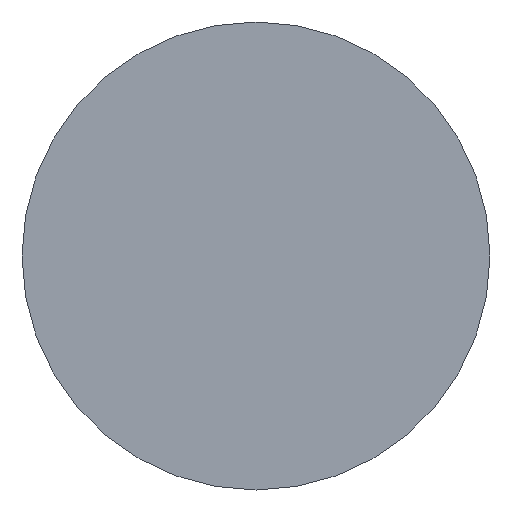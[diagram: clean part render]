
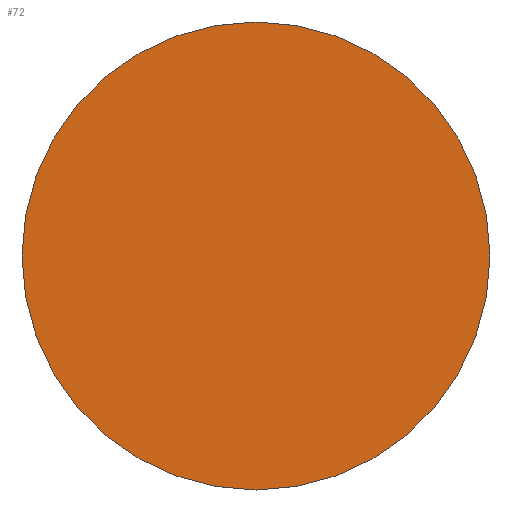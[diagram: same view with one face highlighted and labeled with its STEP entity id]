
A CAD part, left-side view. The second image highlights one B-rep face of the part: STEP entity #72.
In plain terms, the highlighted planar face has unit normal (-1, 0, 0).
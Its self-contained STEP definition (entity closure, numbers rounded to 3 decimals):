
#1 = DIRECTION ( 'NONE',  ( 0., 0., -1. ) ) ;
#2 = CARTESIAN_POINT ( 'NONE',  ( 177., 308.999, 153.499 ) ) ;
#11 = CIRCLE ( 'NONE', #122, 3. ) ;
#15 = VERTEX_POINT ( 'NONE', #2 ) ;
#17 = AXIS2_PLACEMENT_3D ( 'NONE', #120, #90, #173 ) ;
#20 = PLANE ( 'NONE',  #115 ) ;
#25 = CARTESIAN_POINT ( 'NONE',  ( 177., 308.999, 159.499 ) ) ;
#32 = EDGE_CURVE ( 'NONE', #15, #163, #11, .T. ) ;
#48 = DIRECTION ( 'NONE',  ( 0., 0., 1. ) ) ;
#57 = DIRECTION ( 'NONE',  ( -1., 0., 0. ) ) ;
#62 = DIRECTION ( 'NONE',  ( -1., 0., 0. ) ) ;
#64 = EDGE_CURVE ( 'NONE', #163, #15, #142, .T. ) ;
#72 = ADVANCED_FACE ( 'NONE', ( #87 ), #20, .T. ) ;
#79 = ORIENTED_EDGE ( 'NONE', *, *, #32, .T. ) ;
#87 = FACE_OUTER_BOUND ( 'NONE', #136, .T. ) ;
#90 = DIRECTION ( 'NONE',  ( -1., 0., 0. ) ) ;
#102 = CARTESIAN_POINT ( 'NONE',  ( 177., 294.185, 139. ) ) ;
#115 = AXIS2_PLACEMENT_3D ( 'NONE', #102, #57, #48 ) ;
#120 = CARTESIAN_POINT ( 'NONE',  ( 177., 308.999, 156.499 ) ) ;
#122 = AXIS2_PLACEMENT_3D ( 'NONE', #162, #62, #1 ) ;
#135 = ORIENTED_EDGE ( 'NONE', *, *, #64, .T. ) ;
#136 = EDGE_LOOP ( 'NONE', ( #79, #135 ) ) ;
#142 = CIRCLE ( 'NONE', #17, 3. ) ;
#162 = CARTESIAN_POINT ( 'NONE',  ( 177., 308.999, 156.499 ) ) ;
#163 = VERTEX_POINT ( 'NONE', #25 ) ;
#173 = DIRECTION ( 'NONE',  ( 0., 0., -1. ) ) ;
